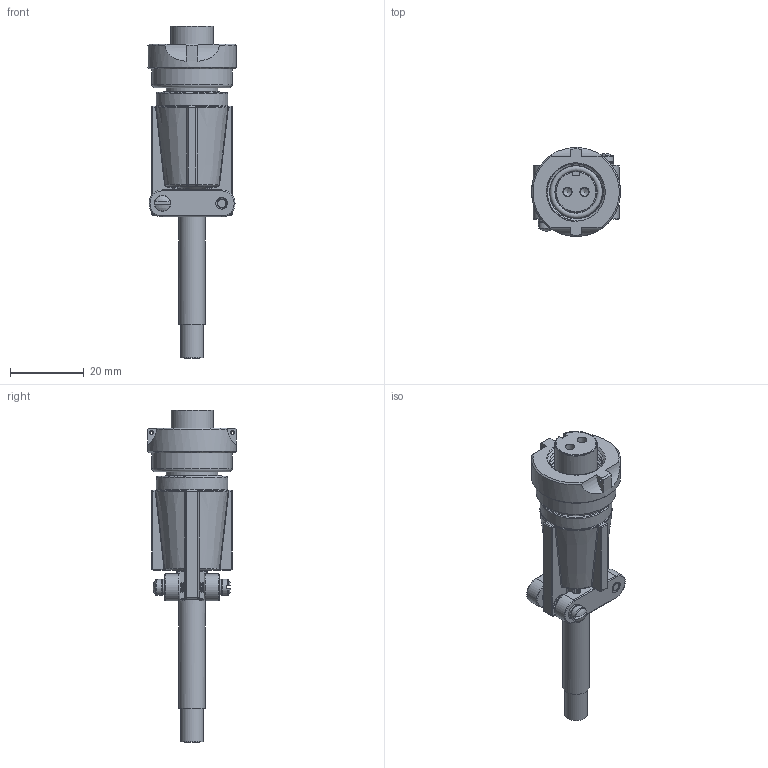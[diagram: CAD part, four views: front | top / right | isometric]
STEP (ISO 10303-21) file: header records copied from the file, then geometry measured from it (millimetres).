
FILE_DESCRIPTION(/* description */ (''),/* implementation_level */ '2;1');
FILE_NAME(/* name */ 'D2H.stp',/* time_stamp */ '2017-05-03T16:58:25-04:00',/* author */ ('aneininger'),/* organization */ (''),/* preprocessor_version */ 'ST-DEVELOPER v16.5',/* originating_system */ 'Autodesk Inventor 2017',/* authorisation */ '');
FILE_SCHEMA (('AUTOMOTIVE_DESIGN { 1 0 10303 214 3 1 1 }'));
Length unit declared in the file: inch
Products named in the file (1): D2H
Bounding box: 24.1 x 24.12 x 89.93 mm (x, y, z)
Surface area: 8550.5 mm2 (no closed solid volume)
Topology: 0 solids, 1 shells, 628 faces, 1407 edges, 831 vertices
Faces by surface type: cylinder 233, plane 163, bspline 92, torus 84, sphere 36, cone 20
Full cylindrical faces by diameter (mm): 0.127 x19, 0.203 x38, 0.762 x2, 2.235 x2, 2.54 x2, 3.048 x2, 3.302 x2, 3.353 x1, 3.988 x1, 4.115 x1, 4.142 x1, 4.267 x3, 4.369 x4, 6.223 x1, 7.137 x1, 13.97 x1, 14.287 x6, 19.304 x1, 21.717 x1, 24.13 x1
Entity records: 33321 total; most frequent: CARTESIAN_POINT 19520, DIRECTION 2827, ORIENTED_EDGE 2482, AXIS2_PLACEMENT_3D 1266, EDGE_CURVE 1238, EDGE_LOOP 830, VERTEX_POINT 804, CIRCLE 687
